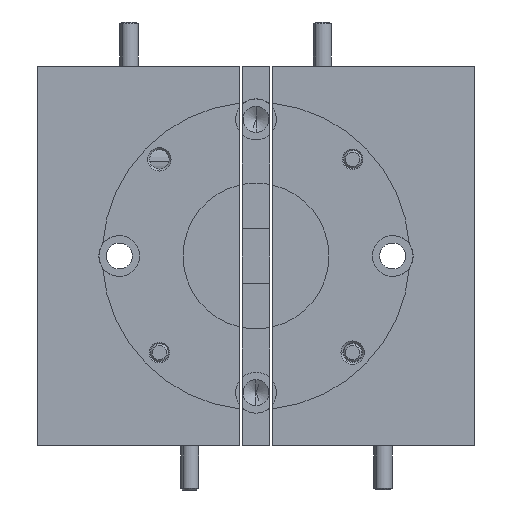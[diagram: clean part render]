
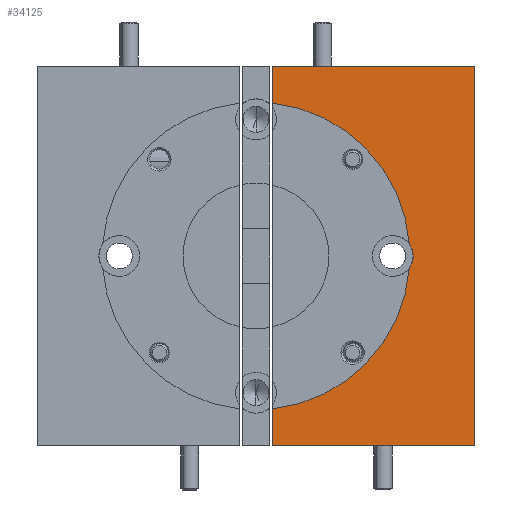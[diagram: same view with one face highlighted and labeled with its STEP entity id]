
A CAD part, left-side view. The second image highlights one B-rep face of the part: STEP entity #34125.
In plain terms, the highlighted planar face has unit normal (-1, 0, 0).
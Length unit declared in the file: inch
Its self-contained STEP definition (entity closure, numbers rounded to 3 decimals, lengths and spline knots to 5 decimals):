
#421 = DIRECTION ( 'NONE',  ( -1., 0., 0. ) ) ;
#532 = LINE ( 'NONE', #19118, #35091 ) ;
#2586 = VERTEX_POINT ( 'NONE', #40171 ) ;
#3984 = CARTESIAN_POINT ( 'NONE',  ( -5.74228, 0.51062, 1.42754 ) ) ;
#4321 = EDGE_CURVE ( 'NONE', #2586, #27620, #53746, .T. ) ;
#5816 = DIRECTION ( 'NONE',  ( 0., 1., 0. ) ) ;
#6100 = ORIENTED_EDGE ( 'NONE', *, *, #10986, .F. ) ;
#7074 = ORIENTED_EDGE ( 'NONE', *, *, #14026, .F. ) ;
#7183 = DIRECTION ( 'NONE',  ( 0., 0., 1. ) ) ;
#7394 = VECTOR ( 'NONE', #51043, 39.37008 ) ;
#9641 = CARTESIAN_POINT ( 'NONE',  ( -5.74228, -0.18238, 1.55312 ) ) ;
#10850 = DIRECTION ( 'NONE',  ( 0., 1., 0. ) ) ;
#10986 = EDGE_CURVE ( 'NONE', #47697, #54568, #41261, .T. ) ;
#11062 = CARTESIAN_POINT ( 'NONE',  ( -5.74228, 0.04167, 0.86278 ) ) ;
#11738 = CARTESIAN_POINT ( 'NONE',  ( -5.74228, -0.18238, 1.55312 ) ) ;
#12161 = CARTESIAN_POINT ( 'NONE',  ( -5.74228, 0.51062, 0.37871 ) ) ;
#12716 = EDGE_CURVE ( 'NONE', #49099, #47697, #53872, .T. ) ;
#12865 = CARTESIAN_POINT ( 'NONE',  ( -5.74228, 0.51062, 1.55312 ) ) ;
#14026 = EDGE_CURVE ( 'NONE', #54568, #27620, #55166, .T. ) ;
#16386 = VECTOR ( 'NONE', #31473, 39.37008 ) ;
#16581 = EDGE_CURVE ( 'NONE', #49099, #55046, #54525, .T. ) ;
#17089 = VECTOR ( 'NONE', #5816, 39.37008 ) ;
#19012 = FACE_OUTER_BOUND ( 'NONE', #40269, .T. ) ;
#19118 = CARTESIAN_POINT ( 'NONE',  ( -5.74228, -0.18238, 1.55312 ) ) ;
#19150 = VECTOR ( 'NONE', #21533, 39.37008 ) ;
#19813 = LINE ( 'NONE', #38491, #17089 ) ;
#21533 = DIRECTION ( 'NONE',  ( 0., 0., -1. ) ) ;
#22491 = ORIENTED_EDGE ( 'NONE', *, *, #4321, .T. ) ;
#27620 = VERTEX_POINT ( 'NONE', #3984 ) ;
#27706 = AXIS2_PLACEMENT_3D ( 'NONE', #34980, #53433, #7183 ) ;
#29388 = DIRECTION ( 'NONE',  ( 1., 0., 0. ) ) ;
#31160 = EDGE_CURVE ( 'NONE', #45653, #32329, #31947, .T. ) ;
#31473 = DIRECTION ( 'NONE',  ( 0., 0., -1. ) ) ;
#31557 = DIRECTION ( 'NONE',  ( 0., 0., 1. ) ) ;
#31947 = LINE ( 'NONE', #9641, #7394 ) ;
#32329 = VERTEX_POINT ( 'NONE', #41411 ) ;
#33665 = ORIENTED_EDGE ( 'NONE', *, *, #12716, .F. ) ;
#33849 = CARTESIAN_POINT ( 'NONE',  ( -5.74228, 0.51062, 0.25312 ) ) ;
#34125 = ADVANCED_FACE ( 'NONE', ( #19012 ), #37672, .F. ) ;
#34980 = CARTESIAN_POINT ( 'NONE',  ( -5.74228, 0.56762, 0.90312 ) ) ;
#35091 = VECTOR ( 'NONE', #10850, 39.37008 ) ;
#37672 = PLANE ( 'NONE',  #47202 ) ;
#37985 = CARTESIAN_POINT ( 'NONE',  ( -5.74228, 0.56762, 0.90312 ) ) ;
#38491 = CARTESIAN_POINT ( 'NONE',  ( -5.74228, -0.18238, 0.25312 ) ) ;
#39931 = ORIENTED_EDGE ( 'NONE', *, *, #53205, .F. ) ;
#40171 = CARTESIAN_POINT ( 'NONE',  ( -5.74228, 0.51062, 1.55312 ) ) ;
#40269 = EDGE_LOOP ( 'NONE', ( #7074, #6100, #33665, #44020, #39931, #41948, #41521, #22491 ) ) ;
#41261 = CIRCLE ( 'NONE', #46049, 0.07 ) ;
#41411 = CARTESIAN_POINT ( 'NONE',  ( -5.74228, -0.18238, 0.25312 ) ) ;
#41521 = ORIENTED_EDGE ( 'NONE', *, *, #54785, .T. ) ;
#41948 = ORIENTED_EDGE ( 'NONE', *, *, #31160, .F. ) ;
#44020 = ORIENTED_EDGE ( 'NONE', *, *, #16581, .T. ) ;
#44147 = CARTESIAN_POINT ( 'NONE',  ( -5.74228, 0.51062, 1.55312 ) ) ;
#45240 = DIRECTION ( 'NONE',  ( -1., 0., 0. ) ) ;
#45653 = VERTEX_POINT ( 'NONE', #11738 ) ;
#46049 = AXIS2_PLACEMENT_3D ( 'NONE', #54000, #45240, #31557 ) ;
#46322 = CARTESIAN_POINT ( 'NONE',  ( -5.74228, 0.04167, 0.94347 ) ) ;
#47202 = AXIS2_PLACEMENT_3D ( 'NONE', #52432, #29388, #47908 ) ;
#47697 = VERTEX_POINT ( 'NONE', #11062 ) ;
#47908 = DIRECTION ( 'NONE',  ( 0., 0., 1. ) ) ;
#49099 = VERTEX_POINT ( 'NONE', #12161 ) ;
#50643 = DIRECTION ( 'NONE',  ( 0., 0., 1. ) ) ;
#51043 = DIRECTION ( 'NONE',  ( 0., 0., -1. ) ) ;
#52432 = CARTESIAN_POINT ( 'NONE',  ( -5.74228, -0.18238, 1.55312 ) ) ;
#53205 = EDGE_CURVE ( 'NONE', #32329, #55046, #19813, .T. ) ;
#53433 = DIRECTION ( 'NONE',  ( -1., 0., 0. ) ) ;
#53746 = LINE ( 'NONE', #44147, #19150 ) ;
#53872 = CIRCLE ( 'NONE', #27706, 0.5275 ) ;
#54000 = CARTESIAN_POINT ( 'NONE',  ( -5.74228, 0.09887, 0.90312 ) ) ;
#54525 = LINE ( 'NONE', #12865, #16386 ) ;
#54568 = VERTEX_POINT ( 'NONE', #46322 ) ;
#54785 = EDGE_CURVE ( 'NONE', #45653, #2586, #532, .T. ) ;
#55046 = VERTEX_POINT ( 'NONE', #33849 ) ;
#55166 = CIRCLE ( 'NONE', #59105, 0.5275 ) ;
#59105 = AXIS2_PLACEMENT_3D ( 'NONE', #37985, #421, #50643 ) ;
